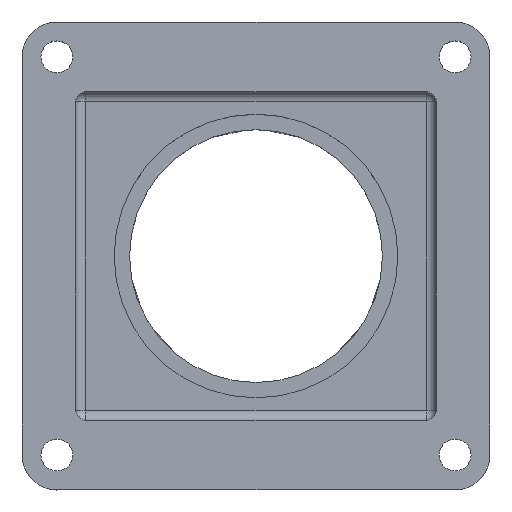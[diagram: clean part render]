
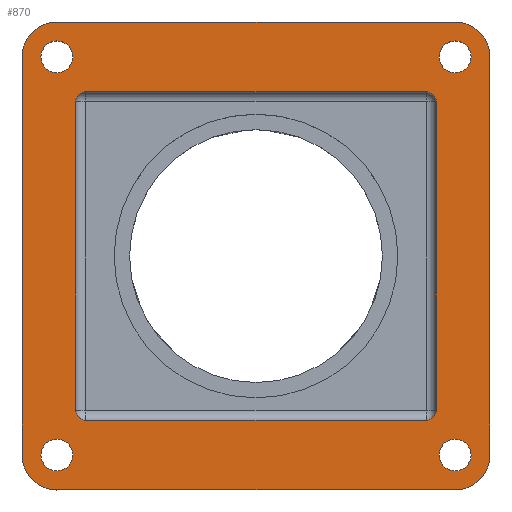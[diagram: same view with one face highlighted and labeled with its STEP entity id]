
A CAD part, top view. The second image highlights one B-rep face of the part: STEP entity #870.
In plain terms, the highlighted planar face has unit normal (0, 0, 1).
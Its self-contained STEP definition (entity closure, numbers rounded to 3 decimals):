
#35=FACE_BOUND('',#284,.T.);
#36=FACE_BOUND('',#285,.T.);
#37=FACE_BOUND('',#286,.T.);
#38=FACE_BOUND('',#287,.T.);
#39=FACE_BOUND('',#288,.T.);
#54=PLANE('',#966);
#77=LINE('',#1388,#131);
#83=LINE('',#1417,#137);
#85=LINE('',#1422,#139);
#86=LINE('',#1424,#140);
#87=LINE('',#1434,#141);
#88=LINE('',#1438,#142);
#89=LINE('',#1442,#143);
#90=LINE('',#1445,#144);
#131=VECTOR('',#1106,10.);
#137=VECTOR('',#1138,10.);
#139=VECTOR('',#1144,10.);
#140=VECTOR('',#1145,10.);
#141=VECTOR('',#1154,10.);
#142=VECTOR('',#1157,10.);
#143=VECTOR('',#1160,10.);
#144=VECTOR('',#1163,10.);
#220=FACE_OUTER_BOUND('',#283,.T.);
#283=EDGE_LOOP('',(#670,#671,#672,#673,#674,#675,#676,#677));
#284=EDGE_LOOP('',(#678));
#285=EDGE_LOOP('',(#679));
#286=EDGE_LOOP('',(#680,#681,#682,#683,#684,#685,#686,#687));
#287=EDGE_LOOP('',(#688));
#288=EDGE_LOOP('',(#689));
#357=CIRCLE('',#950,3.5);
#359=CIRCLE('',#954,3.5);
#365=CIRCLE('',#963,3.5);
#367=CIRCLE('',#967,3.5);
#368=CIRCLE('',#968,1.6);
#369=CIRCLE('',#969,1.6);
#370=CIRCLE('',#970,1.);
#371=CIRCLE('',#971,1.);
#372=CIRCLE('',#972,1.);
#373=CIRCLE('',#973,1.);
#374=CIRCLE('',#974,1.6);
#375=CIRCLE('',#975,1.6);
#418=VERTEX_POINT('',#1380);
#419=VERTEX_POINT('',#1382);
#420=VERTEX_POINT('',#1386);
#422=VERTEX_POINT('',#1392);
#428=VERTEX_POINT('',#1410);
#429=VERTEX_POINT('',#1412);
#430=VERTEX_POINT('',#1416);
#432=VERTEX_POINT('',#1423);
#433=VERTEX_POINT('',#1426);
#434=VERTEX_POINT('',#1428);
#435=VERTEX_POINT('',#1430);
#436=VERTEX_POINT('',#1431);
#437=VERTEX_POINT('',#1433);
#438=VERTEX_POINT('',#1435);
#439=VERTEX_POINT('',#1437);
#440=VERTEX_POINT('',#1439);
#441=VERTEX_POINT('',#1441);
#442=VERTEX_POINT('',#1443);
#443=VERTEX_POINT('',#1446);
#444=VERTEX_POINT('',#1448);
#502=EDGE_CURVE('',#418,#419,#357,.T.);
#505=EDGE_CURVE('',#420,#418,#77,.T.);
#508=EDGE_CURVE('',#422,#420,#359,.T.);
#517=EDGE_CURVE('',#428,#429,#365,.T.);
#519=EDGE_CURVE('',#429,#430,#83,.T.);
#522=EDGE_CURVE('',#419,#428,#85,.F.);
#523=EDGE_CURVE('',#432,#422,#86,.T.);
#524=EDGE_CURVE('',#430,#432,#367,.T.);
#525=EDGE_CURVE('',#433,#433,#368,.T.);
#526=EDGE_CURVE('',#434,#434,#369,.T.);
#527=EDGE_CURVE('',#435,#436,#370,.T.);
#528=EDGE_CURVE('',#437,#435,#87,.T.);
#529=EDGE_CURVE('',#438,#437,#371,.T.);
#530=EDGE_CURVE('',#439,#438,#88,.T.);
#531=EDGE_CURVE('',#440,#439,#372,.T.);
#532=EDGE_CURVE('',#441,#440,#89,.T.);
#533=EDGE_CURVE('',#442,#441,#373,.T.);
#534=EDGE_CURVE('',#436,#442,#90,.T.);
#535=EDGE_CURVE('',#443,#443,#374,.T.);
#536=EDGE_CURVE('',#444,#444,#375,.T.);
#670=ORIENTED_EDGE('',*,*,#517,.F.);
#671=ORIENTED_EDGE('',*,*,#522,.F.);
#672=ORIENTED_EDGE('',*,*,#502,.F.);
#673=ORIENTED_EDGE('',*,*,#505,.F.);
#674=ORIENTED_EDGE('',*,*,#508,.F.);
#675=ORIENTED_EDGE('',*,*,#523,.F.);
#676=ORIENTED_EDGE('',*,*,#524,.F.);
#677=ORIENTED_EDGE('',*,*,#519,.F.);
#678=ORIENTED_EDGE('',*,*,#525,.F.);
#679=ORIENTED_EDGE('',*,*,#526,.F.);
#680=ORIENTED_EDGE('',*,*,#527,.F.);
#681=ORIENTED_EDGE('',*,*,#528,.F.);
#682=ORIENTED_EDGE('',*,*,#529,.F.);
#683=ORIENTED_EDGE('',*,*,#530,.F.);
#684=ORIENTED_EDGE('',*,*,#531,.F.);
#685=ORIENTED_EDGE('',*,*,#532,.F.);
#686=ORIENTED_EDGE('',*,*,#533,.F.);
#687=ORIENTED_EDGE('',*,*,#534,.F.);
#688=ORIENTED_EDGE('',*,*,#535,.F.);
#689=ORIENTED_EDGE('',*,*,#536,.F.);
#870=ADVANCED_FACE('',(#220,#35,#36,#37,#38,#39),#54,.F.);
#950=AXIS2_PLACEMENT_3D('',#1383,#1100,#1101);
#954=AXIS2_PLACEMENT_3D('',#1394,#1112,#1113);
#963=AXIS2_PLACEMENT_3D('',#1413,#1133,#1134);
#966=AXIS2_PLACEMENT_3D('',#1421,#1142,#1143);
#967=AXIS2_PLACEMENT_3D('',#1425,#1146,#1147);
#968=AXIS2_PLACEMENT_3D('',#1427,#1148,#1149);
#969=AXIS2_PLACEMENT_3D('',#1429,#1150,#1151);
#970=AXIS2_PLACEMENT_3D('',#1432,#1152,#1153);
#971=AXIS2_PLACEMENT_3D('',#1436,#1155,#1156);
#972=AXIS2_PLACEMENT_3D('',#1440,#1158,#1159);
#973=AXIS2_PLACEMENT_3D('',#1444,#1161,#1162);
#974=AXIS2_PLACEMENT_3D('',#1447,#1164,#1165);
#975=AXIS2_PLACEMENT_3D('',#1449,#1166,#1167);
#1100=DIRECTION('center_axis',(0.,0.,-1.));
#1101=DIRECTION('ref_axis',(-0.707,-0.707,0.));
#1106=DIRECTION('',(-1.,0.,0.));
#1112=DIRECTION('center_axis',(0.,0.,-1.));
#1113=DIRECTION('ref_axis',(1.,0.,0.));
#1133=DIRECTION('center_axis',(0.,0.,-1.));
#1134=DIRECTION('ref_axis',(-0.707,0.707,0.));
#1138=DIRECTION('',(1.,0.,0.));
#1142=DIRECTION('center_axis',(0.,0.,-1.));
#1143=DIRECTION('ref_axis',(1.,0.,0.));
#1144=DIRECTION('',(0.,-1.,0.));
#1145=DIRECTION('',(0.,-1.,0.));
#1146=DIRECTION('center_axis',(0.,0.,-1.));
#1147=DIRECTION('ref_axis',(0.,1.,0.));
#1148=DIRECTION('center_axis',(0.,0.,1.));
#1149=DIRECTION('ref_axis',(1.,0.,0.));
#1150=DIRECTION('center_axis',(0.,0.,1.));
#1151=DIRECTION('ref_axis',(1.,0.,0.));
#1152=DIRECTION('center_axis',(0.,0.,1.));
#1153=DIRECTION('ref_axis',(-0.707,-0.707,0.));
#1154=DIRECTION('',(0.,-1.,0.));
#1155=DIRECTION('center_axis',(0.,0.,1.));
#1156=DIRECTION('ref_axis',(-0.707,0.707,0.));
#1157=DIRECTION('',(-1.,0.,0.));
#1158=DIRECTION('center_axis',(0.,0.,1.));
#1159=DIRECTION('ref_axis',(0.707,0.707,0.));
#1160=DIRECTION('',(0.,1.,0.));
#1161=DIRECTION('center_axis',(0.,0.,1.));
#1162=DIRECTION('ref_axis',(0.707,-0.707,0.));
#1163=DIRECTION('',(1.,0.,0.));
#1164=DIRECTION('center_axis',(0.,0.,1.));
#1165=DIRECTION('ref_axis',(1.,0.,0.));
#1166=DIRECTION('center_axis',(0.,0.,1.));
#1167=DIRECTION('ref_axis',(1.,0.,0.));
#1380=CARTESIAN_POINT('',(-20.,-23.5,0.));
#1382=CARTESIAN_POINT('',(-23.5,-20.,0.));
#1383=CARTESIAN_POINT('Origin',(-20.,-20.,0.));
#1386=CARTESIAN_POINT('',(20.,-23.5,0.));
#1388=CARTESIAN_POINT('',(20.,-23.5,0.));
#1392=CARTESIAN_POINT('',(23.5,-20.,0.));
#1394=CARTESIAN_POINT('Origin',(20.,-20.,0.));
#1410=CARTESIAN_POINT('',(-23.5,20.,0.));
#1412=CARTESIAN_POINT('',(-20.,23.5,0.));
#1413=CARTESIAN_POINT('Origin',(-20.,20.,0.));
#1416=CARTESIAN_POINT('',(20.,23.5,0.));
#1417=CARTESIAN_POINT('',(-20.1,23.5,0.));
#1421=CARTESIAN_POINT('Origin',(-0.05,0.,
0.));
#1422=CARTESIAN_POINT('',(-23.5,-10.,0.));
#1423=CARTESIAN_POINT('',(23.5,20.,0.));
#1424=CARTESIAN_POINT('',(23.5,20.,0.));
#1425=CARTESIAN_POINT('Origin',(20.,20.,0.));
#1426=CARTESIAN_POINT('',(-21.6,-20.,0.));
#1427=CARTESIAN_POINT('Origin',(-20.,-20.,0.));
#1428=CARTESIAN_POINT('',(18.4,-20.,0.));
#1429=CARTESIAN_POINT('Origin',(20.,-20.,0.));
#1430=CARTESIAN_POINT('',(-18.1,-15.5,0.));
#1431=CARTESIAN_POINT('',(-17.1,-16.5,0.));
#1432=CARTESIAN_POINT('Origin',(-17.1,-15.5,0.));
#1433=CARTESIAN_POINT('',(-18.1,15.5,0.));
#1434=CARTESIAN_POINT('',(-18.1,16.5,0.));
#1435=CARTESIAN_POINT('',(-17.1,16.5,0.));
#1436=CARTESIAN_POINT('Origin',(-17.1,15.5,0.));
#1437=CARTESIAN_POINT('',(17.1,16.5,0.));
#1438=CARTESIAN_POINT('',(18.1,16.5,0.));
#1439=CARTESIAN_POINT('',(18.1,15.5,0.));
#1440=CARTESIAN_POINT('Origin',(17.1,15.5,0.));
#1441=CARTESIAN_POINT('',(18.1,-15.5,0.));
#1442=CARTESIAN_POINT('',(18.1,-16.5,0.));
#1443=CARTESIAN_POINT('',(17.1,-16.5,0.));
#1444=CARTESIAN_POINT('Origin',(17.1,-15.5,0.));
#1445=CARTESIAN_POINT('',(-18.1,-16.5,0.));
#1446=CARTESIAN_POINT('',(18.4,20.,0.));
#1447=CARTESIAN_POINT('Origin',(20.,20.,0.));
#1448=CARTESIAN_POINT('',(-21.6,20.,0.));
#1449=CARTESIAN_POINT('Origin',(-20.,20.,0.));
